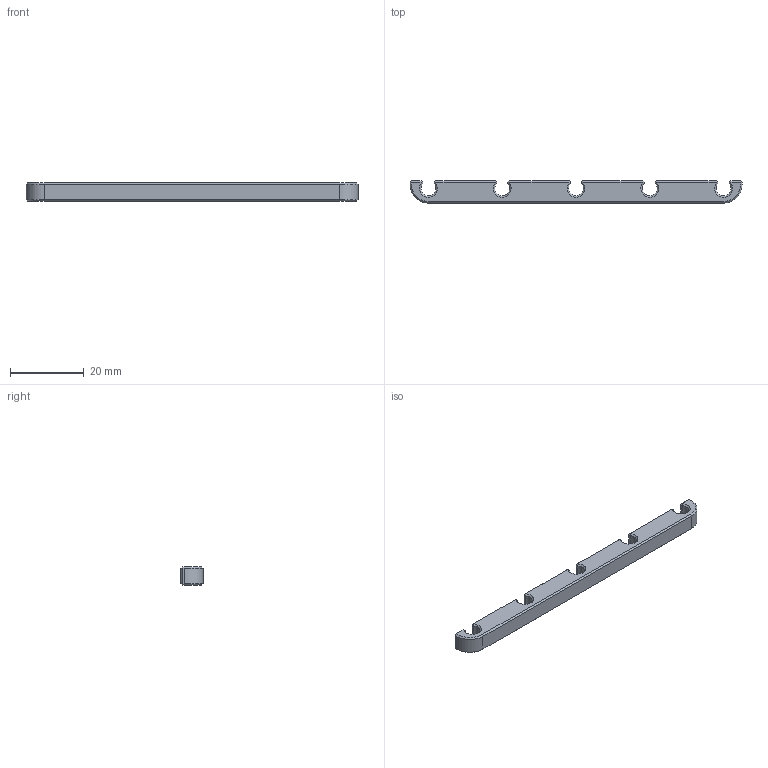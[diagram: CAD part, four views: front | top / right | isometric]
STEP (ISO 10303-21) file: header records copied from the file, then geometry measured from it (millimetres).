
FILE_DESCRIPTION(('Open CASCADE Model'),'2;1');
FILE_NAME('Open CASCADE Shape Model','2024-08-27T16:20:19',('Author'),( 'Open CASCADE'),'Open CASCADE STEP processor 7.7','Open CASCADE 7.7' ,'Unknown');
FILE_SCHEMA(('AUTOMOTIVE_DESIGN { 1 0 10303 214 1 1 1 1 }'));
Length unit declared in the file: millimetre
Products named in the file (1): Open CASCADE STEP translator 7.7 106
Bounding box: 90 x 6.02 x 5 mm (x, y, z)
Volume: 2278.8 mm3; surface area: 1936.4 mm2
Topology: 1 solids, 1 shells, 86 faces, 196 edges, 112 vertices
Faces by surface type: cone 38, plane 29, cylinder 19
Entity records: 4888 total; most frequent: CARTESIAN_POINT 1077, DIRECTION 688, ORIENTED_EDGE 392, PCURVE 392, DEFINITIONAL_REPRESENTATION 392, LINE 352, VECTOR 352, EDGE_CURVE 196
